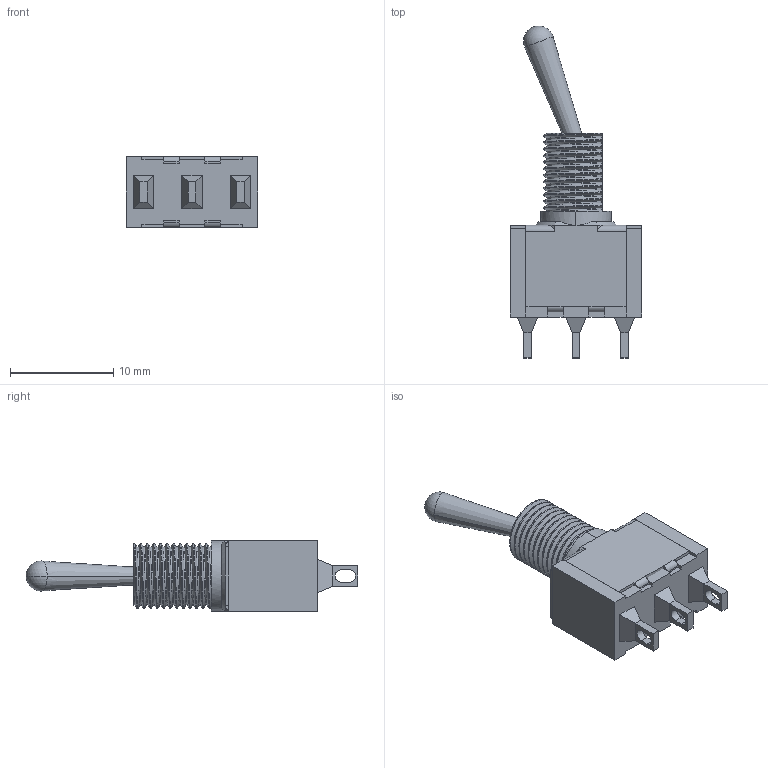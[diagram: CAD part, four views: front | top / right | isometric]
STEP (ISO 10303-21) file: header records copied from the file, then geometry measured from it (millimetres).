
FILE_DESCRIPTION (( 'STEP AP214' ), '1' );
FILE_NAME ('1MS1T1B5M1QE.STEP', '2022-07-26T07:31:52', ( '' ), ( '' ), 'SwSTEP 2.0', 'SolidWorks 2017', '' );
FILE_SCHEMA (( 'AUTOMOTIVE_DESIGN' ));
Length unit declared in the file: millimetre
Products named in the file (1): 1MS1T1B5M1QE
Bounding box: 12.7 x 32.15 x 6.86 mm (x, y, z)
Volume: 1090.2 mm3; surface area: 1502 mm2
Topology: 9 solids, 9 shells, 253 faces, 655 edges, 420 vertices
Faces by surface type: plane 134, cylinder 72, bspline 39, cone 4, sphere 4
Entity records: 26133 total; most frequent: CARTESIAN_POINT 20497, ORIENTED_EDGE 1300, DIRECTION 952, EDGE_CURVE 650, VERTEX_POINT 417, LINE 380, VECTOR 380, AXIS2_PLACEMENT_3D 286
